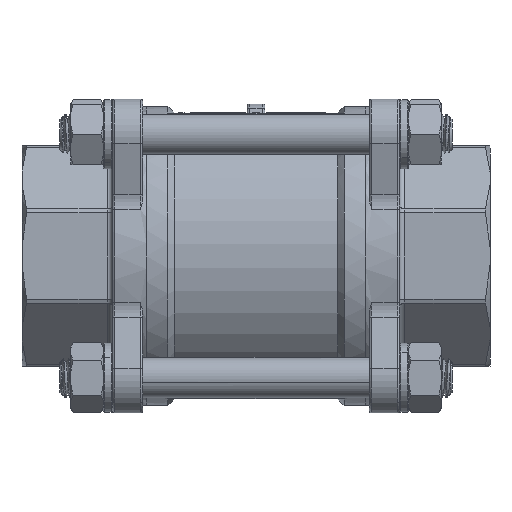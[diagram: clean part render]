
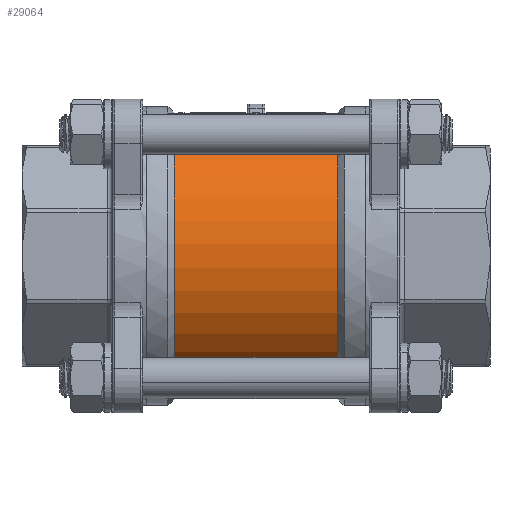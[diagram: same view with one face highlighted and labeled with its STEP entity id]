
A CAD part, front view. The second image highlights one B-rep face of the part: STEP entity #29064.
In plain terms, the highlighted cylindrical face has radius 56.5 mm (diameter 113 mm), a partial arc.
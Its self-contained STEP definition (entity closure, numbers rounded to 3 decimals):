
#28975 = ORIENTED_EDGE ( 'NONE', *, *, #28977, .F. ) ;
#28977 = EDGE_CURVE ( 'NONE', #28978, #28980, #149905, .T. ) ;
#28978 = VERTEX_POINT ( 'NONE', #149845 ) ;
#28980 = VERTEX_POINT ( 'NONE', #149843 ) ;
#29064 = ADVANCED_FACE ( 'NONE', ( #150385 ), #150360, .T. ) ;
#29066 = EDGE_LOOP ( 'NONE', ( #28975, #29128, #29133, #29136 ) ) ;
#29128 = ORIENTED_EDGE ( 'NONE', *, *, #29130, .T. ) ;
#29130 = EDGE_CURVE ( 'NONE', #28978, #29132, #150839, .T. ) ;
#29132 = VERTEX_POINT ( 'NONE', #150832 ) ;
#29133 = ORIENTED_EDGE ( 'NONE', *, *, #29134, .F. ) ;
#29134 = EDGE_CURVE ( 'NONE', #29135, #29132, #150823, .T. ) ;
#29135 = VERTEX_POINT ( 'NONE', #151001 ) ;
#29136 = ORIENTED_EDGE ( 'NONE', *, *, #29138, .T. ) ;
#29138 = EDGE_CURVE ( 'NONE', #29135, #28980, #150998, .T. ) ;
#149843 = CARTESIAN_POINT ( 'NONE',  ( 32.3, -18.865, 53.258 ) ) ;
#149845 = CARTESIAN_POINT ( 'NONE',  ( -32.3, -18.865, 53.258 ) ) ;
#149899 = DIRECTION ( 'NONE',  ( 1., 0., 0. ) ) ;
#149900 = VECTOR ( 'NONE', #149899, 1000. ) ;
#149902 = CARTESIAN_POINT ( 'NONE',  ( -43.3, -18.865, 53.258 ) ) ;
#149905 = LINE ( 'NONE', #149902, #149900 ) ;
#150351 = DIRECTION ( 'NONE',  ( 0., 0., -1. ) ) ;
#150354 = DIRECTION ( 'NONE',  ( 1., 0., 0. ) ) ;
#150358 = CARTESIAN_POINT ( 'NONE',  ( -43.3, 0., 0. ) ) ;
#150359 = AXIS2_PLACEMENT_3D ( 'NONE', #150358, #150354, #150351 ) ;
#150360 = CYLINDRICAL_SURFACE ( 'NONE', #150359, 56.5 ) ;
#150385 = FACE_OUTER_BOUND ( 'NONE', #29066, .T. ) ;
#150817 = DIRECTION ( 'NONE',  ( -1., 0., 0. ) ) ;
#150818 = VECTOR ( 'NONE', #150817, 1000. ) ;
#150821 = CARTESIAN_POINT ( 'NONE',  ( -43.3, -18.865, -53.258 ) ) ;
#150823 = LINE ( 'NONE', #150821, #150818 ) ;
#150832 = CARTESIAN_POINT ( 'NONE',  ( -32.3, -18.865, -53.258 ) ) ;
#150834 = DIRECTION ( 'NONE',  ( 0., 0., -1. ) ) ;
#150835 = DIRECTION ( 'NONE',  ( 1., 0., 0. ) ) ;
#150836 = CARTESIAN_POINT ( 'NONE',  ( -32.3, 0., 0. ) ) ;
#150837 = AXIS2_PLACEMENT_3D ( 'NONE', #150836, #150835, #150834 ) ;
#150839 = CIRCLE ( 'NONE', #150837, 56.5 ) ;
#150988 = DIRECTION ( 'NONE',  ( 0., 0., 1. ) ) ;
#150990 = DIRECTION ( 'NONE',  ( -1., 0., 0. ) ) ;
#150993 = CARTESIAN_POINT ( 'NONE',  ( 32.3, 0., 0. ) ) ;
#150995 = AXIS2_PLACEMENT_3D ( 'NONE', #150993, #150990, #150988 ) ;
#150998 = CIRCLE ( 'NONE', #150995, 56.5 ) ;
#151001 = CARTESIAN_POINT ( 'NONE',  ( 32.3, -18.865, -53.258 ) ) ;
